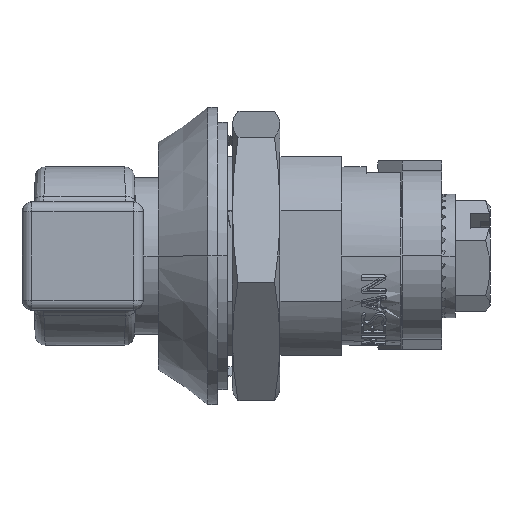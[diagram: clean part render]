
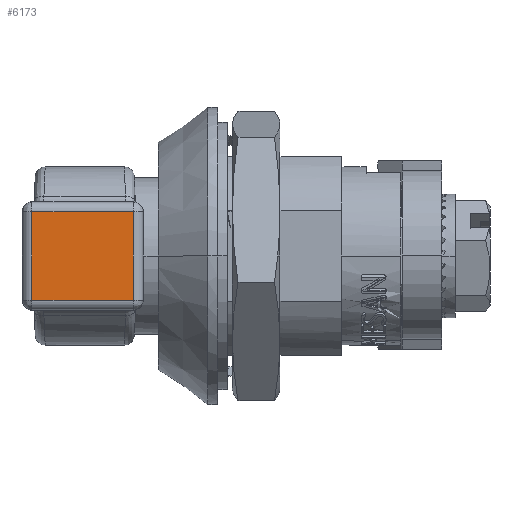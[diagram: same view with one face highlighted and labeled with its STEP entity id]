
A CAD part, left-side view. The second image highlights one B-rep face of the part: STEP entity #6173.
In plain terms, the highlighted planar face has unit normal (-1, 0, 0).
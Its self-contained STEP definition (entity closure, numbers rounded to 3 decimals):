
#957 = VECTOR ( 'NONE', #18160, 1000. ) ;
#2665 = DIRECTION ( 'NONE',  ( 0., -1., 0. ) ) ;
#3706 = CARTESIAN_POINT ( 'NONE',  ( -20., 20.4, 4.459 ) ) ;
#5103 = LINE ( 'NONE', #3706, #9342 ) ;
#5901 = EDGE_CURVE ( 'NONE', #19123, #15218, #11609, .T. ) ;
#6173 = ADVANCED_FACE ( 'NONE', ( #13013 ), #8947, .F. ) ;
#6679 = VECTOR ( 'NONE', #10913, 1000. ) ;
#7141 = EDGE_CURVE ( 'NONE', #15218, #17896, #7143, .T. ) ;
#7143 = LINE ( 'NONE', #17892, #957 ) ;
#7798 = CARTESIAN_POINT ( 'NONE',  ( -20., 20.4, -5.5 ) ) ;
#7987 = VERTEX_POINT ( 'NONE', #19308 ) ;
#8947 = PLANE ( 'NONE',  #16637 ) ;
#9342 = VECTOR ( 'NONE', #2665, 1000. ) ;
#9388 = DIRECTION ( 'NONE',  ( 0., 0., 1. ) ) ;
#9479 = CARTESIAN_POINT ( 'NONE',  ( -20., 18.743, 10. ) ) ;
#9964 = DIRECTION ( 'NONE',  ( 1., 0., 0. ) ) ;
#10086 = ORIENTED_EDGE ( 'NONE', *, *, #12160, .F. ) ;
#10157 = DIRECTION ( 'NONE',  ( 0., 0., -1. ) ) ;
#10913 = DIRECTION ( 'NONE',  ( 0., 0., -1. ) ) ;
#11609 = LINE ( 'NONE', #15609, #6679 ) ;
#12160 = EDGE_CURVE ( 'NONE', #17896, #7987, #13376, .T. ) ;
#12338 = EDGE_LOOP ( 'NONE', ( #14865, #17207, #10086, #13580 ) ) ;
#13013 = FACE_OUTER_BOUND ( 'NONE', #12338, .T. ) ;
#13087 = CARTESIAN_POINT ( 'NONE',  ( -20., 18.743, -4.459 ) ) ;
#13227 = EDGE_CURVE ( 'NONE', #7987, #19123, #5103, .T. ) ;
#13376 = LINE ( 'NONE', #9479, #17057 ) ;
#13580 = ORIENTED_EDGE ( 'NONE', *, *, #7141, .F. ) ;
#14865 = ORIENTED_EDGE ( 'NONE', *, *, #5901, .F. ) ;
#15218 = VERTEX_POINT ( 'NONE', #18715 ) ;
#15373 = CARTESIAN_POINT ( 'NONE',  ( -20., 8.502, 4.459 ) ) ;
#15609 = CARTESIAN_POINT ( 'NONE',  ( -20., 8.502, -5.5 ) ) ;
#16637 = AXIS2_PLACEMENT_3D ( 'NONE', #7798, #9964, #10157 ) ;
#17057 = VECTOR ( 'NONE', #9388, 1000. ) ;
#17207 = ORIENTED_EDGE ( 'NONE', *, *, #13227, .F. ) ;
#17892 = CARTESIAN_POINT ( 'NONE',  ( -20., 20.4, -4.459 ) ) ;
#17896 = VERTEX_POINT ( 'NONE', #13087 ) ;
#18160 = DIRECTION ( 'NONE',  ( 0., 1., 0. ) ) ;
#18715 = CARTESIAN_POINT ( 'NONE',  ( -20., 8.502, -4.459 ) ) ;
#19123 = VERTEX_POINT ( 'NONE', #15373 ) ;
#19308 = CARTESIAN_POINT ( 'NONE',  ( -20., 18.743, 4.459 ) ) ;
